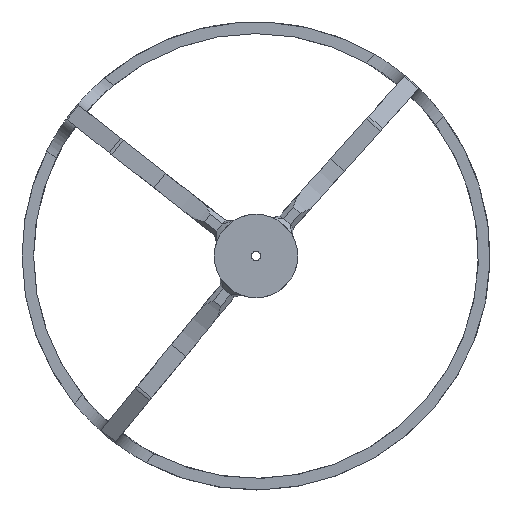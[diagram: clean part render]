
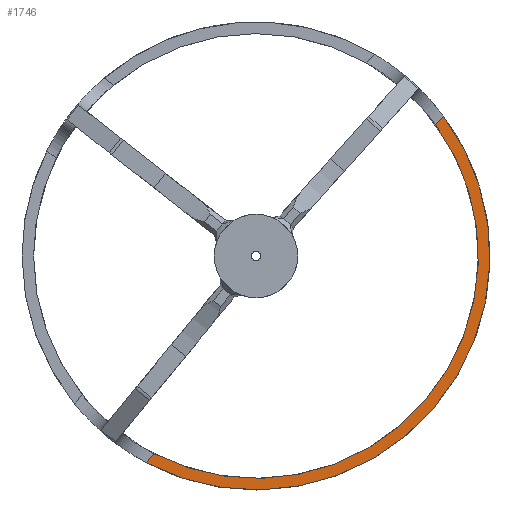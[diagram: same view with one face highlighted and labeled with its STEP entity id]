
A CAD part, front view. The second image highlights one B-rep face of the part: STEP entity #1746.
In plain terms, the highlighted planar face has unit normal (0, -1, 0).
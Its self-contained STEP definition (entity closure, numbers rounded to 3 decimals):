
#76=CIRCLE('',#1897,48.);
#77=CIRCLE('',#1898,50.5);
#116=PLANE('',#1896);
#186=FACE_OUTER_BOUND('',#274,.T.);
#274=EDGE_LOOP('',(#1416,#1417,#1418,#1419));
#355=LINE('',#2603,#501);
#373=LINE('',#2792,#519);
#501=VECTOR('',#2000,10.);
#519=VECTOR('',#2036,10.);
#696=VERTEX_POINT('',#2591);
#697=VERTEX_POINT('',#2602);
#726=VERTEX_POINT('',#2780);
#727=VERTEX_POINT('',#2791);
#881=EDGE_CURVE('',#696,#697,#355,.T.);
#913=EDGE_CURVE('',#726,#727,#373,.T.);
#1042=EDGE_CURVE('',#696,#727,#76,.T.);
#1043=EDGE_CURVE('',#726,#697,#77,.T.);
#1416=ORIENTED_EDGE('',*,*,#881,.F.);
#1417=ORIENTED_EDGE('',*,*,#1042,.T.);
#1418=ORIENTED_EDGE('',*,*,#913,.F.);
#1419=ORIENTED_EDGE('',*,*,#1043,.T.);
#1746=ADVANCED_FACE('',(#186),#116,.T.);
#1896=AXIS2_PLACEMENT_3D('',#3281,#2253,#2254);
#1897=AXIS2_PLACEMENT_3D('',#3282,#2255,#2256);
#1898=AXIS2_PLACEMENT_3D('',#3283,#2257,#2258);
#2000=DIRECTION('',(0.667,0.,0.745));
#2036=DIRECTION('',(0.634,0.,0.773));
#2253=DIRECTION('center_axis',(0.,-1.,0.));
#2254=DIRECTION('ref_axis',(1.,0.,0.));
#2255=DIRECTION('center_axis',(0.,1.,0.));
#2256=DIRECTION('ref_axis',(1.,0.,0.));
#2257=DIRECTION('center_axis',(0.,-1.,0.));
#2258=DIRECTION('ref_axis',(1.,0.,0.));
#2591=CARTESIAN_POINT('',(-15.581,91.57,266.259));
#2602=CARTESIAN_POINT('',(-13.878,91.57,268.161));
#2603=CARTESIAN_POINT('',(-30.901,91.57,249.147));
#2780=CARTESIAN_POINT('',(-77.989,91.57,193.328));
#2791=CARTESIAN_POINT('',(-76.371,91.57,195.303));
#2792=CARTESIAN_POINT('',(-62.605,91.57,212.099));
#3281=CARTESIAN_POINT('Origin',(-54.346,91.57,237.952));
#3282=CARTESIAN_POINT('Origin',(-54.346,91.57,237.952));
#3283=CARTESIAN_POINT('Origin',(-54.346,91.57,237.952));
